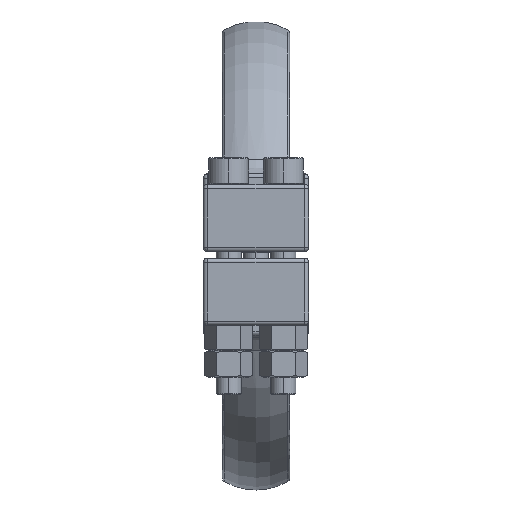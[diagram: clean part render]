
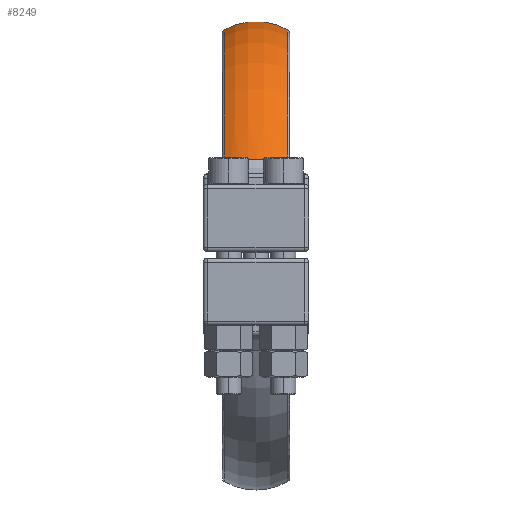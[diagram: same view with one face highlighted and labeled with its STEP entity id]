
A CAD part, top view. The second image highlights one B-rep face of the part: STEP entity #8249.
In plain terms, the highlighted toroidal (fillet/blend) face has major radius 81.5 mm and minor radius 30 mm.
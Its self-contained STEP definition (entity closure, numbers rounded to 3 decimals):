
#181 = VERTEX_POINT ( 'NONE', #14094 ) ;
#492 = CIRCLE ( 'NONE', #1565, 107.481 ) ;
#575 = CARTESIAN_POINT ( 'NONE',  ( 5.441, 45.609, 101.234 ) ) ;
#609 = CARTESIAN_POINT ( 'NONE',  ( -8.081, 45.714, 100.481 ) ) ;
#673 = EDGE_CURVE ( 'NONE', #15416, #13883, #12755, .T. ) ;
#842 = CARTESIAN_POINT ( 'NONE',  ( -2.754, 45.51, -101.685 ) ) ;
#919 = CARTESIAN_POINT ( 'NONE',  ( 1.367, 45.484, -101.776 ) ) ;
#927 = CARTESIAN_POINT ( 'NONE',  ( -15., 46.048, -97.117 ) ) ;
#1222 = CARTESIAN_POINT ( 'NONE',  ( 8.081, 45.714, -100.481 ) ) ;
#1316 = CARTESIAN_POINT ( 'NONE',  ( 12.223, 45.882, -98.768 ) ) ;
#1389 = ORIENTED_EDGE ( 'NONE', *, *, #12659, .T. ) ;
#1424 = CARTESIAN_POINT ( 'NONE',  ( -0.675, 45.476, 101.805 ) ) ;
#1565 = AXIS2_PLACEMENT_3D ( 'NONE', #1695, #8270, #10887 ) ;
#1695 = CARTESIAN_POINT ( 'NONE',  ( 15., 0., 0. ) ) ;
#1753 = CARTESIAN_POINT ( 'NONE',  ( -5.437, 45.609, 101.235 ) ) ;
#2028 = CARTESIAN_POINT ( 'NONE',  ( -12.794, 45.909, 98.49 ) ) ;
#2029 = B_SPLINE_CURVE_WITH_KNOTS ( 'NONE', 3,
 ( #12419, #10107, #13914, #3709, #2347, #2273 ),
 .UNSPECIFIED., .F., .F.,
 ( 4, 2, 4 ),
 ( 0.026, 0.029, 0.033 ),
 .UNSPECIFIED. ) ;
#2132 = EDGE_CURVE ( 'NONE', #8575, #13473, #14277, .T. ) ;
#2162 = B_SPLINE_CURVE_WITH_KNOTS ( 'NONE', 3,
 ( #7334, #11149, #11060, #7095, #12243, #16127, #2269, #927 ),
 .UNSPECIFIED., .F., .F.,
 ( 4, 2, 2, 4 ),
 ( 0.026, 0.027, 0.029, 0.033 ),
 .UNSPECIFIED. ) ;
#2211 = CARTESIAN_POINT ( 'NONE',  ( -8.081, 45.714, 100.481 ) ) ;
#2269 = CARTESIAN_POINT ( 'NONE',  ( -13.931, 45.975, -97.835 ) ) ;
#2273 = CARTESIAN_POINT ( 'NONE',  ( 15., 46.048, 97.117 ) ) ;
#2336 = CARTESIAN_POINT ( 'NONE',  ( -6.767, 45.674, -100.903 ) ) ;
#2347 = CARTESIAN_POINT ( 'NONE',  ( 13.926, 45.974, 97.838 ) ) ;
#2535 = EDGE_CURVE ( 'NONE', #8218, #8575, #492, .T. ) ;
#2880 = CARTESIAN_POINT ( 'NONE',  ( 8.081, 45.714, -100.481 ) ) ;
#3075 = FACE_OUTER_BOUND ( 'NONE', #3308, .T. ) ;
#3308 = EDGE_LOOP ( 'NONE', ( #15550, #1389, #3680, #11171, #14090, #11026, #7141, #6387 ) ) ;
#3680 = ORIENTED_EDGE ( 'NONE', *, *, #13550, .T. ) ;
#3709 = CARTESIAN_POINT ( 'NONE',  ( 12.813, 45.91, 98.48 ) ) ;
#4048 = B_SPLINE_CURVE_WITH_KNOTS ( 'NONE', 3,
 ( #4964, #11052, #12491, #8748, #10025, #919, #8507, #7242, #842, #8831, #2336, #15181 ),
 .UNSPECIFIED., .F., .F.,
 ( 4, 2, 2, 2, 2, 4 ),
 ( 0., 0.004, 0.006, 0.008, 0.012, 0.016 ),
 .UNSPECIFIED. ) ;
#4644 = B_SPLINE_CURVE_WITH_KNOTS ( 'NONE', 3,
 ( #12173, #14784, #2028, #9795, #7101, #609 ),
 .UNSPECIFIED., .F., .F.,
 ( 4, 2, 4 ),
 ( 0.001, 0.005, 0.009 ),
 .UNSPECIFIED. ) ;
#4964 = CARTESIAN_POINT ( 'NONE',  ( 8.081, 45.714, -100.481 ) ) ;
#5224 = CARTESIAN_POINT ( 'NONE',  ( -1.367, 45.484, 101.776 ) ) ;
#5651 = CARTESIAN_POINT ( 'NONE',  ( -15., 46.048, -97.117 ) ) ;
#5729 = CARTESIAN_POINT ( 'NONE',  ( 6.767, 45.674, 100.903 ) ) ;
#6246 = DIRECTION ( 'NONE',  ( 1., 0., 0. ) ) ;
#6387 = ORIENTED_EDGE ( 'NONE', *, *, #7107, .T. ) ;
#6975 = CARTESIAN_POINT ( 'NONE',  ( -15., 46.048, 97.117 ) ) ;
#7095 = CARTESIAN_POINT ( 'NONE',  ( -10.498, 45.801, -99.583 ) ) ;
#7101 = CARTESIAN_POINT ( 'NONE',  ( -9.297, 45.752, 100.09 ) ) ;
#7107 = EDGE_CURVE ( 'NONE', #13473, #181, #4048, .T. ) ;
#7141 = ORIENTED_EDGE ( 'NONE', *, *, #2132, .T. ) ;
#7242 = CARTESIAN_POINT ( 'NONE',  ( -1.394, 45.476, -101.804 ) ) ;
#7334 = CARTESIAN_POINT ( 'NONE',  ( -8.081, 45.714, -100.481 ) ) ;
#7633 = CARTESIAN_POINT ( 'NONE',  ( 13.916, 45.977, -97.819 ) ) ;
#7884 = DIRECTION ( 'NONE',  ( -1., 0., 0. ) ) ;
#7896 = CARTESIAN_POINT ( 'NONE',  ( 10.481, 45.798, -99.614 ) ) ;
#8005 = CARTESIAN_POINT ( 'NONE',  ( 8.081, 45.714, 100.481 ) ) ;
#8168 = CARTESIAN_POINT ( 'NONE',  ( -6.766, 45.674, 100.903 ) ) ;
#8218 = VERTEX_POINT ( 'NONE', #14298 ) ;
#8249 = ADVANCED_FACE ( 'NONE', ( #3075 ), #15391, .T. ) ;
#8270 = DIRECTION ( 'NONE',  ( -1., 0., 0. ) ) ;
#8507 = CARTESIAN_POINT ( 'NONE',  ( 0.675, 45.476, -101.805 ) ) ;
#8570 = AXIS2_PLACEMENT_3D ( 'NONE', #9949, #6246, #11388 ) ;
#8575 = VERTEX_POINT ( 'NONE', #11533 ) ;
#8656 = VERTEX_POINT ( 'NONE', #6975 ) ;
#8748 = CARTESIAN_POINT ( 'NONE',  ( 3.414, 45.534, -101.574 ) ) ;
#8831 = CARTESIAN_POINT ( 'NONE',  ( -5.441, 45.609, -101.234 ) ) ;
#9795 = CARTESIAN_POINT ( 'NONE',  ( -10.483, 45.798, 99.613 ) ) ;
#9949 = CARTESIAN_POINT ( 'NONE',  ( -15., 0., 0. ) ) ;
#10025 = CARTESIAN_POINT ( 'NONE',  ( 2.735, 45.513, -101.66 ) ) ;
#10080 = CARTESIAN_POINT ( 'NONE',  ( 9.294, 45.752, -100.091 ) ) ;
#10107 = CARTESIAN_POINT ( 'NONE',  ( 9.315, 45.753, 100.084 ) ) ;
#10337 = CARTESIAN_POINT ( 'NONE',  ( 15., 46.048, -97.117 ) ) ;
#10744 = CARTESIAN_POINT ( 'NONE',  ( 0., 0., 0. ) ) ;
#10887 = DIRECTION ( 'NONE',  ( 0., 0., 1. ) ) ;
#11026 = ORIENTED_EDGE ( 'NONE', *, *, #2535, .T. ) ;
#11052 = CARTESIAN_POINT ( 'NONE',  ( 6.766, 45.674, -100.903 ) ) ;
#11060 = CARTESIAN_POINT ( 'NONE',  ( -9.298, 45.754, -100.066 ) ) ;
#11149 = CARTESIAN_POINT ( 'NONE',  ( -8.691, 45.733, -100.285 ) ) ;
#11171 = ORIENTED_EDGE ( 'NONE', *, *, #673, .T. ) ;
#11388 = DIRECTION ( 'NONE',  ( 0., 0., -1. ) ) ;
#11533 = CARTESIAN_POINT ( 'NONE',  ( 15., 46.048, -97.117 ) ) ;
#11637 = CARTESIAN_POINT ( 'NONE',  ( -3.414, 45.534, 101.574 ) ) ;
#11702 = CARTESIAN_POINT ( 'NONE',  ( 14.464, 46.011, -97.477 ) ) ;
#12173 = CARTESIAN_POINT ( 'NONE',  ( -15., 46.048, 97.117 ) ) ;
#12243 = CARTESIAN_POINT ( 'NONE',  ( -11.087, 45.827, -99.321 ) ) ;
#12419 = CARTESIAN_POINT ( 'NONE',  ( 8.081, 45.714, 100.481 ) ) ;
#12491 = CARTESIAN_POINT ( 'NONE',  ( 5.437, 45.609, -101.235 ) ) ;
#12659 = EDGE_CURVE ( 'NONE', #12884, #8656, #15589, .T. ) ;
#12755 = B_SPLINE_CURVE_WITH_KNOTS ( 'NONE', 3,
 ( #14588, #8168, #1753, #11637, #15520, #5224, #1424, #14835, #16024, #575, #5729, #13475 ),
 .UNSPECIFIED., .F., .F.,
 ( 4, 2, 2, 2, 2, 4 ),
 ( 0., 0.004, 0.006, 0.008, 0.012, 0.016 ),
 .UNSPECIFIED. ) ;
#12757 = EDGE_CURVE ( 'NONE', #13883, #8218, #2029, .T. ) ;
#12884 = VERTEX_POINT ( 'NONE', #5651 ) ;
#13473 = VERTEX_POINT ( 'NONE', #2880 ) ;
#13475 = CARTESIAN_POINT ( 'NONE',  ( 8.081, 45.714, 100.481 ) ) ;
#13550 = EDGE_CURVE ( 'NONE', #8656, #15416, #4644, .T. ) ;
#13883 = VERTEX_POINT ( 'NONE', #8005 ) ;
#13914 = CARTESIAN_POINT ( 'NONE',  ( 10.507, 45.799, 99.603 ) ) ;
#14090 = ORIENTED_EDGE ( 'NONE', *, *, #12757, .T. ) ;
#14094 = CARTESIAN_POINT ( 'NONE',  ( -8.081, 45.714, -100.481 ) ) ;
#14277 = B_SPLINE_CURVE_WITH_KNOTS ( 'NONE', 3,
 ( #10337, #11702, #7633, #15237, #1316, #7896, #10080, #1222 ),
 .UNSPECIFIED., .F., .F.,
 ( 4, 2, 2, 4 ),
 ( 0.001, 0.003, 0.005, 0.009 ),
 .UNSPECIFIED. ) ;
#14298 = CARTESIAN_POINT ( 'NONE',  ( 15., 46.048, 97.117 ) ) ;
#14588 = CARTESIAN_POINT ( 'NONE',  ( -8.081, 45.714, 100.481 ) ) ;
#14784 = CARTESIAN_POINT ( 'NONE',  ( -13.924, 45.974, 97.84 ) ) ;
#14835 = CARTESIAN_POINT ( 'NONE',  ( 1.394, 45.476, 101.804 ) ) ;
#15181 = CARTESIAN_POINT ( 'NONE',  ( -8.081, 45.714, -100.481 ) ) ;
#15237 = CARTESIAN_POINT ( 'NONE',  ( 12.796, 45.912, -98.463 ) ) ;
#15391 = TOROIDAL_SURFACE ( 'NONE', #16470, 81.5, 30. ) ;
#15416 = VERTEX_POINT ( 'NONE', #2211 ) ;
#15520 = CARTESIAN_POINT ( 'NONE',  ( -2.735, 45.513, 101.66 ) ) ;
#15550 = ORIENTED_EDGE ( 'NONE', *, *, #15847, .T. ) ;
#15589 = CIRCLE ( 'NONE', #8570, 107.481 ) ;
#15847 = EDGE_CURVE ( 'NONE', #181, #12884, #2162, .T. ) ;
#15905 = DIRECTION ( 'NONE',  ( 0., -1., 0. ) ) ;
#16024 = CARTESIAN_POINT ( 'NONE',  ( 2.754, 45.51, 101.685 ) ) ;
#16127 = CARTESIAN_POINT ( 'NONE',  ( -12.82, 45.91, -98.476 ) ) ;
#16470 = AXIS2_PLACEMENT_3D ( 'NONE', #10744, #7884, #15905 ) ;
